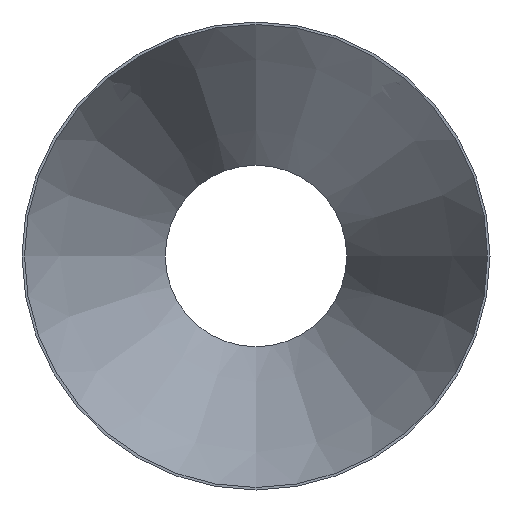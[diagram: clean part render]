
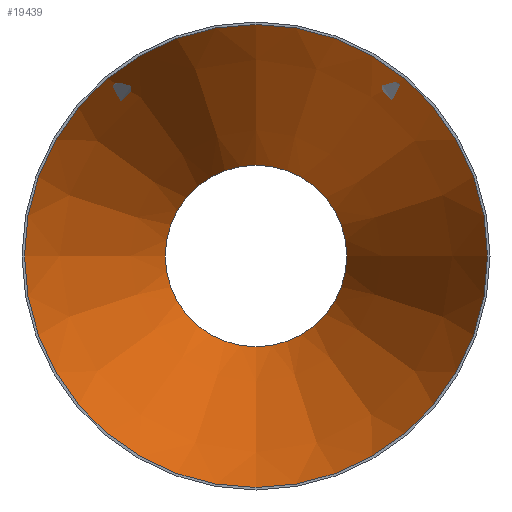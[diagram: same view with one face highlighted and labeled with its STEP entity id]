
A CAD part, front view. The second image highlights one B-rep face of the part: STEP entity #19439.
In plain terms, the highlighted conical face has half-angle 21.838 degrees and reference radius 402.091 mm.
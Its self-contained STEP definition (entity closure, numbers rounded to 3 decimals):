
#327 = EDGE_LOOP ( 'NONE', ( #8413 ) ) ;
#2256 = VERTEX_POINT ( 'NONE', #2765 ) ;
#2765 = CARTESIAN_POINT ( 'NONE',  ( 0., 610., -157.641 ) ) ;
#3148 = EDGE_LOOP ( 'NONE', ( #34288 ) ) ;
#5039 = EDGE_CURVE ( 'NONE', #2256, #2256, #46499, .T. ) ;
#6651 = AXIS2_PLACEMENT_3D ( 'NONE', #43391, #9016, #47705 ) ;
#8413 = ORIENTED_EDGE ( 'NONE', *, *, #5039, .F. ) ;
#9016 = DIRECTION ( 'NONE',  ( 0., -1., 0. ) ) ;
#9962 = DIRECTION ( 'NONE',  ( 0., 0., -1. ) ) ;
#11294 = AXIS2_PLACEMENT_3D ( 'NONE', #36955, #44353, #9962 ) ;
#14342 = CONICAL_SURFACE ( 'NONE', #44419, 402.091, 0.381 ) ;
#15858 = DIRECTION ( 'NONE',  ( 0., -1., 0. ) ) ;
#18317 = VERTEX_POINT ( 'NONE', #49336 ) ;
#19427 = FACE_BOUND ( 'NONE', #327, .T. ) ;
#19439 = ADVANCED_FACE ( 'NONE', ( #19427, #38772 ), #14342, .F. ) ;
#26545 = CARTESIAN_POINT ( 'NONE',  ( 0., 0., 0. ) ) ;
#31109 = DIRECTION ( 'NONE',  ( 0., 0., -1. ) ) ;
#33248 = CIRCLE ( 'NONE', #11294, 402.091 ) ;
#34288 = ORIENTED_EDGE ( 'NONE', *, *, #48606, .T. ) ;
#36955 = CARTESIAN_POINT ( 'NONE',  ( 0., 0., 0. ) ) ;
#38772 = FACE_OUTER_BOUND ( 'NONE', #3148, .T. ) ;
#43391 = CARTESIAN_POINT ( 'NONE',  ( 0., 610., 0. ) ) ;
#44353 = DIRECTION ( 'NONE',  ( 0., -1., 0. ) ) ;
#44419 = AXIS2_PLACEMENT_3D ( 'NONE', #26545, #15858, #31109 ) ;
#46499 = CIRCLE ( 'NONE', #6651, 157.641 ) ;
#47705 = DIRECTION ( 'NONE',  ( 0., 0., -1. ) ) ;
#48606 = EDGE_CURVE ( 'NONE', #18317, #18317, #33248, .T. ) ;
#49336 = CARTESIAN_POINT ( 'NONE',  ( 0., 0., -402.091 ) ) ;
